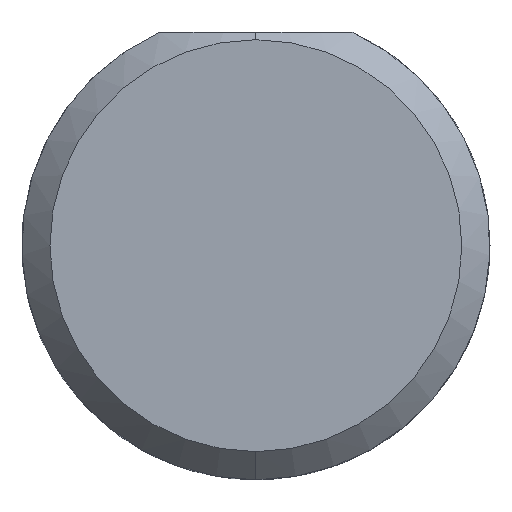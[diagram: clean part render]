
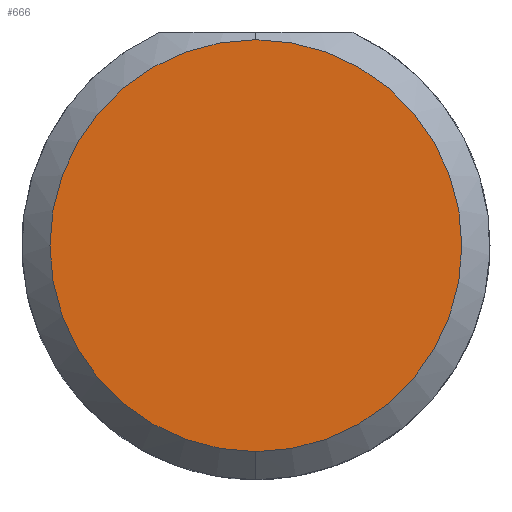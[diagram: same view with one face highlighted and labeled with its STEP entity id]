
A CAD part, left-side view. The second image highlights one B-rep face of the part: STEP entity #666.
In plain terms, the highlighted planar face has unit normal (-1, 0, 0).
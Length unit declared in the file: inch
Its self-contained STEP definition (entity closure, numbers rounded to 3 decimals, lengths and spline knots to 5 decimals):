
#1 = AXIS2_PLACEMENT_3D ( 'NONE', #503, #405, #24 ) ;
#12 = EDGE_CURVE ( 'NONE', #111, #259, #479, .T. ) ;
#24 = DIRECTION ( 'NONE',  ( 0., 0., -1. ) ) ;
#36 = CARTESIAN_POINT ( 'NONE',  ( 0., 0., 0. ) ) ;
#53 = CARTESIAN_POINT ( 'NONE',  ( 0., 0., -0.10985 ) ) ;
#111 = VERTEX_POINT ( 'NONE', #53 ) ;
#121 = EDGE_LOOP ( 'NONE', ( #321, #389 ) ) ;
#167 = CARTESIAN_POINT ( 'NONE',  ( 0., 0., 0.10985 ) ) ;
#259 = VERTEX_POINT ( 'NONE', #167 ) ;
#274 = DIRECTION ( 'NONE',  ( 0., 0., -1. ) ) ;
#275 = CIRCLE ( 'NONE', #354, 0.10985 ) ;
#321 = ORIENTED_EDGE ( 'NONE', *, *, #12, .T. ) ;
#323 = DIRECTION ( 'NONE',  ( -1., 0., 0. ) ) ;
#354 = AXIS2_PLACEMENT_3D ( 'NONE', #36, #323, #784 ) ;
#389 = ORIENTED_EDGE ( 'NONE', *, *, #852, .T. ) ;
#397 = AXIS2_PLACEMENT_3D ( 'NONE', #966, #749, #274 ) ;
#405 = DIRECTION ( 'NONE',  ( -1., 0., 0. ) ) ;
#438 = PLANE ( 'NONE',  #397 ) ;
#479 = CIRCLE ( 'NONE', #1, 0.10985 ) ;
#503 = CARTESIAN_POINT ( 'NONE',  ( 0., 0., 0. ) ) ;
#666 = ADVANCED_FACE ( 'NONE', ( #741 ), #438, .F. ) ;
#741 = FACE_OUTER_BOUND ( 'NONE', #121, .T. ) ;
#749 = DIRECTION ( 'NONE',  ( 1., 0., 0. ) ) ;
#784 = DIRECTION ( 'NONE',  ( 0., 0., -1. ) ) ;
#852 = EDGE_CURVE ( 'NONE', #259, #111, #275, .T. ) ;
#966 = CARTESIAN_POINT ( 'NONE',  ( 0., 0., 0. ) ) ;
